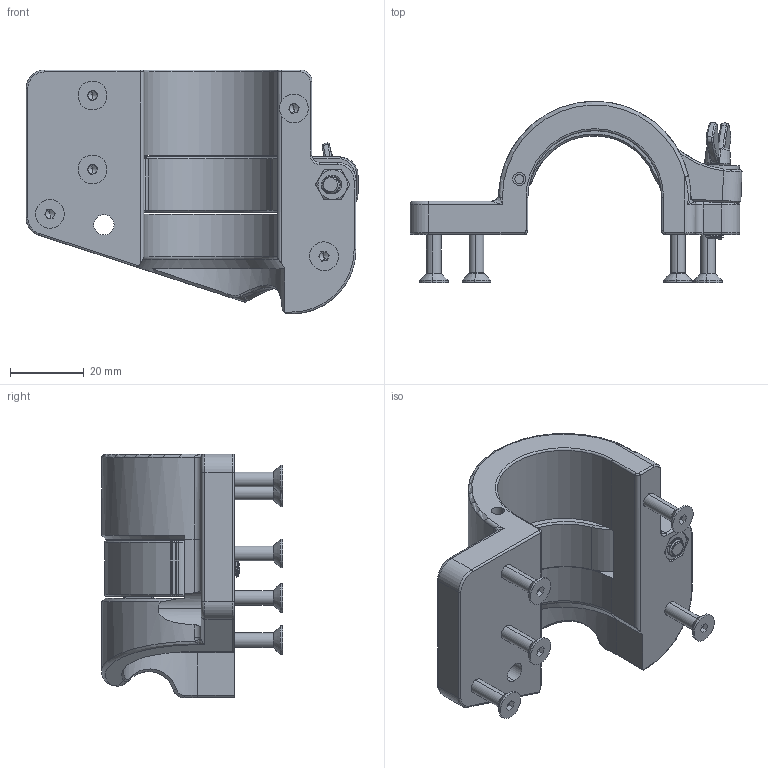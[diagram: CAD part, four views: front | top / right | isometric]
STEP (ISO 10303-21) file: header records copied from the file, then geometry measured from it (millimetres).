
FILE_DESCRIPTION (( 'STEP AP214' ), '1' );
FILE_NAME ('DFV-1000.STEP', '2020-02-27T04:26:04', ( '' ), ( '' ), 'SwSTEP 2.0', 'SolidWorks 2019', '' );
FILE_SCHEMA (( 'AUTOMOTIVE_DESIGN' ));
Length unit declared in the file: millimetre
Products named in the file (8): NUT-HT-M4L2P2_93935A325; 92625A313_92625A313; DFV-101; 95611A115x_95611A115; NUT-HT-M5L2P7_93935A325; BOLT-CS-M4LX_BOLT-CS-M4L22; DFV-100; DFV-1000
Assembly tree (15 placements, depth 2):
  DFV-1000
    DFV-100
    DFV-101
    92625A313_92625A313
    95611A115x_95611A115
    NUT-HT-M4L2P2_93935A325  x5
    BOLT-CS-M4LX_BOLT-CS-M4L22  x5
    NUT-HT-M5L2P7_93935A325
Bounding box: 89.85 x 49 x 66 mm (x, y, z)
Volume: 56234.3 mm3; surface area: 24611.7 mm2
Topology: 15 solids, 15 shells, 794 faces, 1968 edges, 1189 vertices
Faces by surface type: cylinder 249, plane 205, cone 171, bspline 115, torus 52, sphere 2
Entity records: 24399 total; most frequent: CARTESIAN_POINT 12235, ORIENTED_EDGE 2700, DIRECTION 2205, EDGE_CURVE 1350, AXIS2_PLACEMENT_3D 876, VERTEX_POINT 837, EDGE_LOOP 561, FACE_OUTER_BOUND 530
